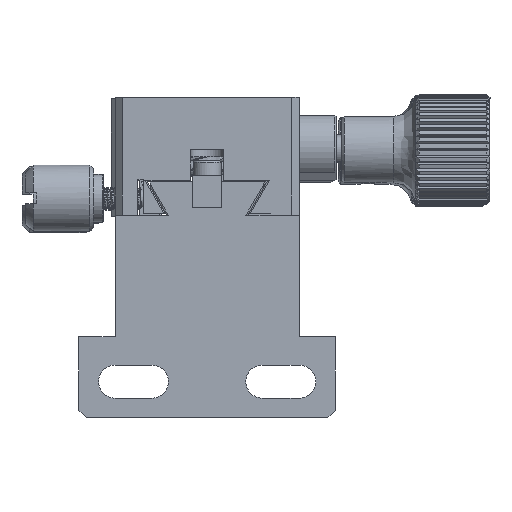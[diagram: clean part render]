
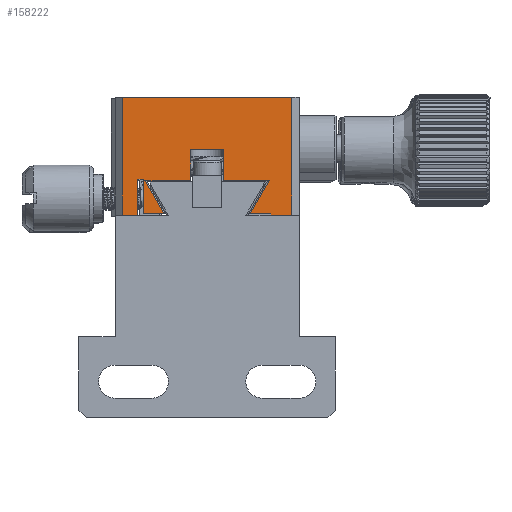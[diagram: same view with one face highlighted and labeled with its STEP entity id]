
A CAD part, front view. The second image highlights one B-rep face of the part: STEP entity #158222.
In plain terms, the highlighted planar face has unit normal (0, -1, 0).
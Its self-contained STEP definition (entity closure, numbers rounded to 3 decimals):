
#2858 = VECTOR ( 'NONE', #154382, 1000. ) ;
#3612 = CARTESIAN_POINT ( 'NONE',  ( -16.744, -29.776, 5.746 ) ) ;
#6343 = VECTOR ( 'NONE', #177091, 1000. ) ;
#10579 = VECTOR ( 'NONE', #115959, 1000. ) ;
#11155 = CARTESIAN_POINT ( 'NONE',  ( -13.858, -29.776, 5.546 ) ) ;
#12427 = ORIENTED_EDGE ( 'NONE', *, *, #80729, .F. ) ;
#14424 = EDGE_CURVE ( 'NONE', #89333, #214056, #99569, .T. ) ;
#14853 = CARTESIAN_POINT ( 'NONE',  ( -34.771, -29.776, 10.446 ) ) ;
#15828 = DIRECTION ( 'NONE',  ( 0., 0., 1. ) ) ;
#17067 = PLANE ( 'NONE',  #163083 ) ;
#19679 = LINE ( 'NONE', #163268, #147934 ) ;
#20828 = ORIENTED_EDGE ( 'NONE', *, *, #197560, .F. ) ;
#21941 = ORIENTED_EDGE ( 'NONE', *, *, #154879, .F. ) ;
#22948 = ORIENTED_EDGE ( 'NONE', *, *, #60502, .F. ) ;
#23755 = CARTESIAN_POINT ( 'NONE',  ( -33.802, -29.776, 10.246 ) ) ;
#27906 = EDGE_CURVE ( 'NONE', #32780, #127473, #99593, .T. ) ;
#31823 = LINE ( 'NONE', #139242, #222500 ) ;
#32780 = VERTEX_POINT ( 'NONE', #82458 ) ;
#34479 = CARTESIAN_POINT ( 'NONE',  ( -23.108, -29.776, 10.246 ) ) ;
#35720 = CARTESIAN_POINT ( 'NONE',  ( -25.358, -29.776, 21.546 ) ) ;
#35974 = LINE ( 'NONE', #160913, #223450 ) ;
#37500 = LINE ( 'NONE', #38653, #181926 ) ;
#38653 = CARTESIAN_POINT ( 'NONE',  ( -12.858, -29.776, 5.546 ) ) ;
#39337 = VECTOR ( 'NONE', #199708, 1000. ) ;
#41861 = EDGE_CURVE ( 'NONE', #52635, #50793, #208884, .T. ) ;
#43125 = CARTESIAN_POINT ( 'NONE',  ( -23.108, -29.776, 14.446 ) ) ;
#43496 = VERTEX_POINT ( 'NONE', #215220 ) ;
#48552 = LINE ( 'NONE', #120927, #125341 ) ;
#48886 = CARTESIAN_POINT ( 'NONE',  ( -13.858, -29.776, 21.546 ) ) ;
#50793 = VERTEX_POINT ( 'NONE', #11155 ) ;
#50940 = FACE_OUTER_BOUND ( 'NONE', #95361, .T. ) ;
#52635 = VERTEX_POINT ( 'NONE', #60449 ) ;
#52712 = DIRECTION ( 'NONE',  ( -1., 0., 0. ) ) ;
#53534 = VECTOR ( 'NONE', #167024, 1000. ) ;
#55080 = CARTESIAN_POINT ( 'NONE',  ( -19.511, -29.776, 5.746 ) ) ;
#56582 = ORIENTED_EDGE ( 'NONE', *, *, #41861, .F. ) ;
#59705 = LINE ( 'NONE', #130946, #107062 ) ;
#60052 = VERTEX_POINT ( 'NONE', #3612 ) ;
#60449 = CARTESIAN_POINT ( 'NONE',  ( -13.858, -29.776, 21.546 ) ) ;
#60502 = EDGE_CURVE ( 'NONE', #228079, #226222, #210946, .T. ) ;
#61965 = CARTESIAN_POINT ( 'NONE',  ( -19.511, -29.776, 5.746 ) ) ;
#64520 = CARTESIAN_POINT ( 'NONE',  ( -33.802, -29.776, 10.246 ) ) ;
#70895 = VECTOR ( 'NONE', #211775, 1000. ) ;
#72825 = ORIENTED_EDGE ( 'NONE', *, *, #186736, .F. ) ;
#75363 = CARTESIAN_POINT ( 'NONE',  ( -36.858, -29.776, 21.546 ) ) ;
#78612 = VERTEX_POINT ( 'NONE', #224991 ) ;
#79616 = DIRECTION ( 'NONE',  ( -1., 0., 0. ) ) ;
#80729 = EDGE_CURVE ( 'NONE', #214056, #122455, #133096, .T. ) ;
#81999 = CARTESIAN_POINT ( 'NONE',  ( -34.771, -29.776, 10.446 ) ) ;
#82458 = CARTESIAN_POINT ( 'NONE',  ( -34.771, -29.776, 5.546 ) ) ;
#83598 = EDGE_CURVE ( 'NONE', #219519, #89333, #173794, .T. ) ;
#88287 = DIRECTION ( 'NONE',  ( 0., 1., 0. ) ) ;
#88846 = ORIENTED_EDGE ( 'NONE', *, *, #14424, .F. ) ;
#89333 = VERTEX_POINT ( 'NONE', #23755 ) ;
#95361 = EDGE_LOOP ( 'NONE', ( #12427, #88846, #220858, #21941, #20828, #133834, #22948, #126925, #169782, #196086, #72825, #56582, #108280, #207342, #130155, #212348, #145572, #181329 ) ) ;
#99569 = LINE ( 'NONE', #64520, #169320 ) ;
#99593 = LINE ( 'NONE', #202407, #10579 ) ;
#100085 = CARTESIAN_POINT ( 'NONE',  ( -25.358, -29.776, 10.246 ) ) ;
#100269 = EDGE_CURVE ( 'NONE', #127473, #109173, #175332, .T. ) ;
#100572 = CARTESIAN_POINT ( 'NONE',  ( -25.358, -29.776, 5.746 ) ) ;
#100629 = CARTESIAN_POINT ( 'NONE',  ( -31.204, -29.776, 5.746 ) ) ;
#102556 = DIRECTION ( 'NONE',  ( -1., 0., 0. ) ) ;
#105848 = LINE ( 'NONE', #14853, #6343 ) ;
#107062 = VECTOR ( 'NONE', #185832, 1000. ) ;
#107133 = CARTESIAN_POINT ( 'NONE',  ( -25.358, -29.776, 10.246 ) ) ;
#107194 = DIRECTION ( 'NONE',  ( 0., 0., -1. ) ) ;
#108280 = ORIENTED_EDGE ( 'NONE', *, *, #145417, .T. ) ;
#109173 = VERTEX_POINT ( 'NONE', #75363 ) ;
#115959 = DIRECTION ( 'NONE',  ( -1., 0., 0. ) ) ;
#120120 = DIRECTION ( 'NONE',  ( 0., 0., -1. ) ) ;
#120927 = CARTESIAN_POINT ( 'NONE',  ( -23.108, -29.776, 21.546 ) ) ;
#121928 = VECTOR ( 'NONE', #141157, 1000. ) ;
#122455 = VERTEX_POINT ( 'NONE', #221714 ) ;
#123901 = CARTESIAN_POINT ( 'NONE',  ( -16.913, -29.776, 10.246 ) ) ;
#125304 = CARTESIAN_POINT ( 'NONE',  ( -25.358, -29.776, 14.446 ) ) ;
#125341 = VECTOR ( 'NONE', #15828, 1000. ) ;
#126323 = VECTOR ( 'NONE', #120120, 1000. ) ;
#126925 = ORIENTED_EDGE ( 'NONE', *, *, #170259, .F. ) ;
#127473 = VERTEX_POINT ( 'NONE', #140750 ) ;
#128479 = CARTESIAN_POINT ( 'NONE',  ( -25.358, -29.776, 5.746 ) ) ;
#130155 = ORIENTED_EDGE ( 'NONE', *, *, #27906, .F. ) ;
#130946 = CARTESIAN_POINT ( 'NONE',  ( -34.771, -29.776, 21.546 ) ) ;
#132201 = VECTOR ( 'NONE', #133211, 1000. ) ;
#133096 = LINE ( 'NONE', #128479, #39337 ) ;
#133211 = DIRECTION ( 'NONE',  ( 0.5, 0., 0.866 ) ) ;
#133834 = ORIENTED_EDGE ( 'NONE', *, *, #226007, .F. ) ;
#137907 = LINE ( 'NONE', #100572, #226951 ) ;
#138001 = CARTESIAN_POINT ( 'NONE',  ( -36.858, -29.776, 21.546 ) ) ;
#139242 = CARTESIAN_POINT ( 'NONE',  ( -12.858, -29.776, 21.546 ) ) ;
#140750 = CARTESIAN_POINT ( 'NONE',  ( -36.858, -29.776, 5.546 ) ) ;
#141157 = DIRECTION ( 'NONE',  ( 0., 0., -1. ) ) ;
#145417 = EDGE_CURVE ( 'NONE', #52635, #109173, #31823, .T. ) ;
#145572 = ORIENTED_EDGE ( 'NONE', *, *, #145977, .T. ) ;
#145977 = EDGE_CURVE ( 'NONE', #227875, #78612, #105848, .T. ) ;
#147934 = VECTOR ( 'NONE', #162109, 1000. ) ;
#150618 = VERTEX_POINT ( 'NONE', #55080 ) ;
#154382 = DIRECTION ( 'NONE',  ( 0., 0., 1. ) ) ;
#154879 = EDGE_CURVE ( 'NONE', #205635, #219519, #193717, .T. ) ;
#155409 = EDGE_CURVE ( 'NONE', #122455, #78612, #19679, .T. ) ;
#158077 = LINE ( 'NONE', #125304, #70895 ) ;
#158222 = ADVANCED_FACE ( 'NONE', ( #50940 ), #17067, .F. ) ;
#160913 = CARTESIAN_POINT ( 'NONE',  ( -16.744, -29.776, 5.546 ) ) ;
#162109 = DIRECTION ( 'NONE',  ( 0., 0., 1. ) ) ;
#163083 = AXIS2_PLACEMENT_3D ( 'NONE', #35720, #88287, #195695 ) ;
#163268 = CARTESIAN_POINT ( 'NONE',  ( -33.971, -29.776, 21.546 ) ) ;
#167024 = DIRECTION ( 'NONE',  ( -1., 0., 0. ) ) ;
#169320 = VECTOR ( 'NONE', #189489, 1000. ) ;
#169782 = ORIENTED_EDGE ( 'NONE', *, *, #182492, .F. ) ;
#170259 = EDGE_CURVE ( 'NONE', #150618, #228079, #200982, .T. ) ;
#173794 = LINE ( 'NONE', #107133, #184916 ) ;
#174084 = VERTEX_POINT ( 'NONE', #43125 ) ;
#175332 = LINE ( 'NONE', #138001, #2858 ) ;
#176194 = CARTESIAN_POINT ( 'NONE',  ( -27.608, -29.776, 21.546 ) ) ;
#176438 = CARTESIAN_POINT ( 'NONE',  ( -27.608, -29.776, 14.446 ) ) ;
#176499 = EDGE_CURVE ( 'NONE', #227875, #32780, #59705, .T. ) ;
#177091 = DIRECTION ( 'NONE',  ( 1., 0., 0. ) ) ;
#178614 = CARTESIAN_POINT ( 'NONE',  ( -27.608, -29.776, 10.246 ) ) ;
#181329 = ORIENTED_EDGE ( 'NONE', *, *, #155409, .F. ) ;
#181926 = VECTOR ( 'NONE', #52712, 1000. ) ;
#182492 = EDGE_CURVE ( 'NONE', #60052, #150618, #137907, .T. ) ;
#184293 = DIRECTION ( 'NONE',  ( -1., 0., 0. ) ) ;
#184916 = VECTOR ( 'NONE', #102556, 1000. ) ;
#185832 = DIRECTION ( 'NONE',  ( 0., 0., -1. ) ) ;
#186736 = EDGE_CURVE ( 'NONE', #50793, #43496, #37500, .T. ) ;
#189489 = DIRECTION ( 'NONE',  ( 0.5, 0., -0.866 ) ) ;
#193351 = EDGE_CURVE ( 'NONE', #60052, #43496, #35974, .T. ) ;
#193717 = LINE ( 'NONE', #176194, #121928 ) ;
#195695 = DIRECTION ( 'NONE',  ( 0., 0., 1. ) ) ;
#196086 = ORIENTED_EDGE ( 'NONE', *, *, #193351, .T. ) ;
#197560 = EDGE_CURVE ( 'NONE', #174084, #205635, #158077, .T. ) ;
#199708 = DIRECTION ( 'NONE',  ( -1., 0., 0. ) ) ;
#200982 = LINE ( 'NONE', #61965, #132201 ) ;
#202407 = CARTESIAN_POINT ( 'NONE',  ( -25.358, -29.776, 5.546 ) ) ;
#205635 = VERTEX_POINT ( 'NONE', #176438 ) ;
#207342 = ORIENTED_EDGE ( 'NONE', *, *, #100269, .F. ) ;
#208884 = LINE ( 'NONE', #48886, #126323 ) ;
#210946 = LINE ( 'NONE', #100085, #53534 ) ;
#211775 = DIRECTION ( 'NONE',  ( -1., 0., 0. ) ) ;
#212348 = ORIENTED_EDGE ( 'NONE', *, *, #176499, .F. ) ;
#214056 = VERTEX_POINT ( 'NONE', #100629 ) ;
#215220 = CARTESIAN_POINT ( 'NONE',  ( -16.744, -29.776, 5.546 ) ) ;
#219519 = VERTEX_POINT ( 'NONE', #178614 ) ;
#220858 = ORIENTED_EDGE ( 'NONE', *, *, #83598, .F. ) ;
#221714 = CARTESIAN_POINT ( 'NONE',  ( -33.971, -29.776, 5.746 ) ) ;
#222500 = VECTOR ( 'NONE', #184293, 1000. ) ;
#223450 = VECTOR ( 'NONE', #107194, 1000. ) ;
#224991 = CARTESIAN_POINT ( 'NONE',  ( -33.971, -29.776, 10.446 ) ) ;
#226007 = EDGE_CURVE ( 'NONE', #226222, #174084, #48552, .T. ) ;
#226222 = VERTEX_POINT ( 'NONE', #34479 ) ;
#226951 = VECTOR ( 'NONE', #79616, 1000. ) ;
#227875 = VERTEX_POINT ( 'NONE', #81999 ) ;
#228079 = VERTEX_POINT ( 'NONE', #123901 ) ;
